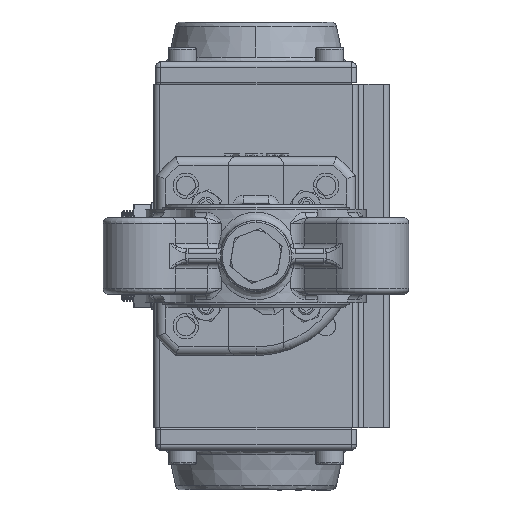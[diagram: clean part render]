
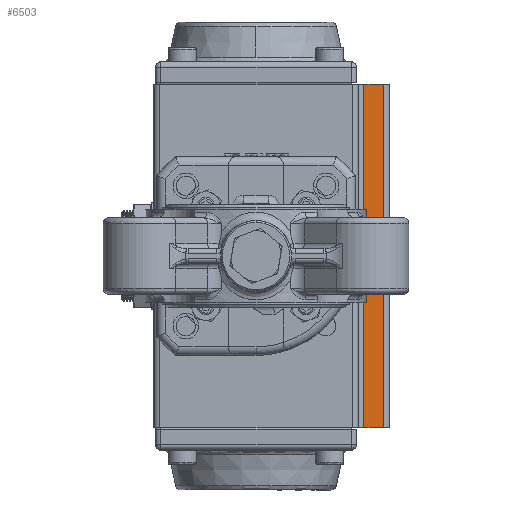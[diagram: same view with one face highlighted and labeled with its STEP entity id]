
A CAD part, front view. The second image highlights one B-rep face of the part: STEP entity #6503.
In plain terms, the highlighted planar face has unit normal (0, 1, 0).
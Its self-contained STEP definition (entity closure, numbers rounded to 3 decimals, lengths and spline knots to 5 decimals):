
#969 = VECTOR ( 'NONE', #34458, 1. ) ;
#1222 = PLANE ( 'NONE',  #66340 ) ;
#5373 = ORIENTED_EDGE ( 'NONE', *, *, #48734, .T. ) ;
#6503 = ADVANCED_FACE ( 'NONE', ( #62908 ), #1222, .T. ) ;
#8004 = ORIENTED_EDGE ( 'NONE', *, *, #39595, .T. ) ;
#10725 = CARTESIAN_POINT ( 'NONE',  ( -0.00106, 0.14878, 0.27952 ) ) ;
#15818 = CARTESIAN_POINT ( 'NONE',  ( -0.00106, 0.14878, 0.15852 ) ) ;
#16489 = CARTESIAN_POINT ( 'NONE',  ( -0.00106, 0.14878, 0.27952 ) ) ;
#16580 = CARTESIAN_POINT ( 'NONE',  ( -0.00806, 0.14878, 0.27952 ) ) ;
#23374 = CARTESIAN_POINT ( 'NONE',  ( -0.00806, 0.14878, 0.27952 ) ) ;
#26587 = EDGE_CURVE ( 'NONE', #44889, #67561, #77847, .T. ) ;
#27307 = CARTESIAN_POINT ( 'NONE',  ( -0.00106, 0.14878, 0.15852 ) ) ;
#30398 = VERTEX_POINT ( 'NONE', #16580 ) ;
#32821 = DIRECTION ( 'NONE',  ( 1., 0., 0. ) ) ;
#34458 = DIRECTION ( 'NONE',  ( 1., 0., 0. ) ) ;
#39537 = ORIENTED_EDGE ( 'NONE', *, *, #66455, .T. ) ;
#39595 = EDGE_CURVE ( 'NONE', #67561, #41447, #70041, .T. ) ;
#41447 = VERTEX_POINT ( 'NONE', #57704 ) ;
#44889 = VERTEX_POINT ( 'NONE', #16489 ) ;
#48164 = CARTESIAN_POINT ( 'NONE',  ( -0.00106, 0.14878, 0.27952 ) ) ;
#48734 = EDGE_CURVE ( 'NONE', #30398, #44889, #70080, .T. ) ;
#49063 = DIRECTION ( 'NONE',  ( 0., 1., 0. ) ) ;
#53703 = DIRECTION ( 'NONE',  ( 0., 0., -1. ) ) ;
#57704 = CARTESIAN_POINT ( 'NONE',  ( -0.00806, 0.14878, 0.15852 ) ) ;
#58117 = EDGE_LOOP ( 'NONE', ( #59287, #8004, #39537, #5373 ) ) ;
#59287 = ORIENTED_EDGE ( 'NONE', *, *, #26587, .T. ) ;
#59646 = VECTOR ( 'NONE', #60165, 1. ) ;
#60165 = DIRECTION ( 'NONE',  ( 0., 0., 1. ) ) ;
#62908 = FACE_OUTER_BOUND ( 'NONE', #58117, .T. ) ;
#63728 = DIRECTION ( 'NONE',  ( -1., 0., 0. ) ) ;
#64863 = VECTOR ( 'NONE', #53703, 1. ) ;
#66340 = AXIS2_PLACEMENT_3D ( 'NONE', #68844, #49063, #32821 ) ;
#66455 = EDGE_CURVE ( 'NONE', #41447, #30398, #73233, .T. ) ;
#67561 = VERTEX_POINT ( 'NONE', #27307 ) ;
#68844 = CARTESIAN_POINT ( 'NONE',  ( -0.00106, 0.14878, 0.27952 ) ) ;
#70041 = LINE ( 'NONE', #15818, #76826 ) ;
#70080 = LINE ( 'NONE', #10725, #969 ) ;
#73233 = LINE ( 'NONE', #23374, #59646 ) ;
#76826 = VECTOR ( 'NONE', #63728, 1. ) ;
#77847 = LINE ( 'NONE', #48164, #64863 ) ;
